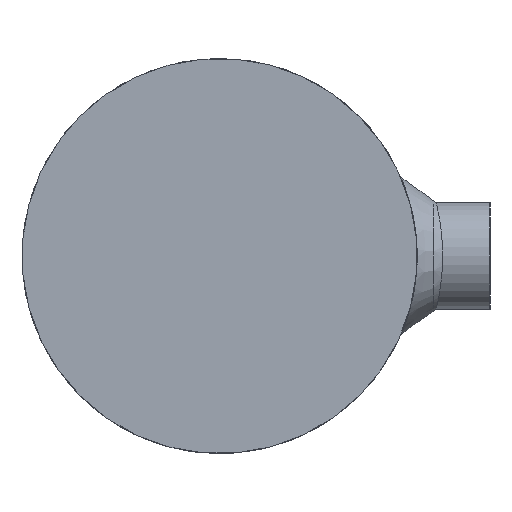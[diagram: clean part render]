
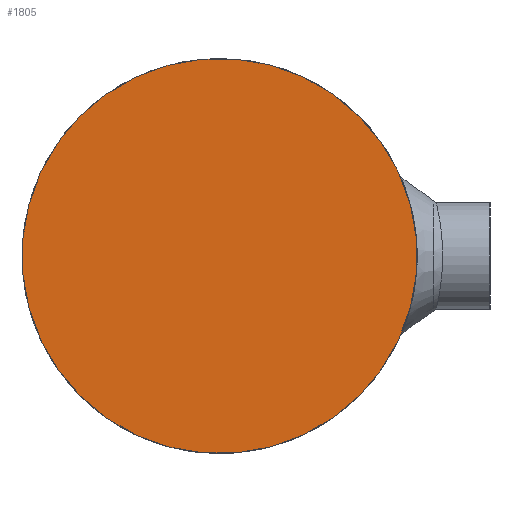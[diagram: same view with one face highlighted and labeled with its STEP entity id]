
A CAD part, left-side view. The second image highlights one B-rep face of the part: STEP entity #1805.
In plain terms, the highlighted planar face has unit normal (-1, 0, 0).
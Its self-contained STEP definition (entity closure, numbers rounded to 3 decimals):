
#73=PLANE('',#2102);
#152=CIRCLE('',#2094,46.);
#524=FACE_OUTER_BOUND('',#653,.T.);
#653=EDGE_LOOP('',(#1313));
#842=VERTEX_POINT('',#3788);
#1015=EDGE_CURVE('',#842,#842,#152,.T.);
#1313=ORIENTED_EDGE('',*,*,#1015,.F.);
#1805=ADVANCED_FACE('',(#524),#73,.F.);
#2094=AXIS2_PLACEMENT_3D('',#3790,#2398,#2399);
#2102=AXIS2_PLACEMENT_3D('',#3803,#2416,#2417);
#2398=DIRECTION('center_axis',(1.,0.,0.));
#2399=DIRECTION('ref_axis',(0.,1.,0.));
#2416=DIRECTION('center_axis',(1.,0.,0.));
#2417=DIRECTION('ref_axis',(0.,0.,-1.));
#3788=CARTESIAN_POINT('',(0.,-46.,0.));
#3790=CARTESIAN_POINT('Origin',(0.,0.,0.));
#3803=CARTESIAN_POINT('Origin',(0.,0.,0.));
